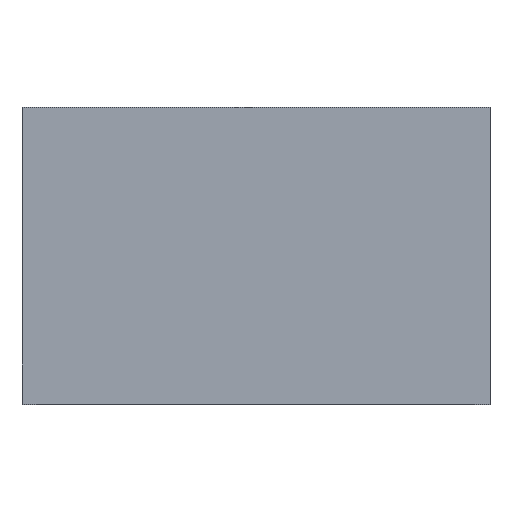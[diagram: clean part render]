
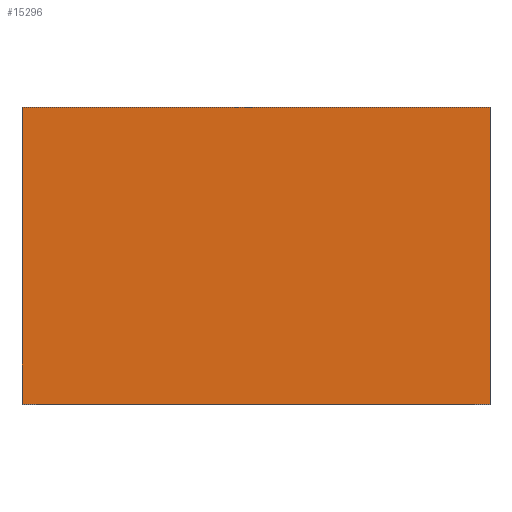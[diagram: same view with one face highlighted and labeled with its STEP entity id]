
A CAD part, top view. The second image highlights one B-rep face of the part: STEP entity #15296.
In plain terms, the highlighted planar face has unit normal (0, 0, 1).
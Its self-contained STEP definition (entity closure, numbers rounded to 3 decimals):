
#2298=ORIENTED_EDGE('',*,*,#6085,.T.);
#2299=ORIENTED_EDGE('',*,*,#6086,.F.);
#2300=ORIENTED_EDGE('',*,*,#6084,.F.);
#2301=ORIENTED_EDGE('',*,*,#6087,.T.);
#6084=EDGE_CURVE('',#7995,#7992,#9557,.T.);
#6085=EDGE_CURVE('',#7996,#7997,#9558,.T.);
#6086=EDGE_CURVE('',#7992,#7997,#9559,.T.);
#6087=EDGE_CURVE('',#7995,#7996,#9560,.T.);
#7992=VERTEX_POINT('',#23282);
#7995=VERTEX_POINT('',#23287);
#7996=VERTEX_POINT('',#23291);
#7997=VERTEX_POINT('',#23292);
#9557=LINE('',#23288,#11457);
#9558=LINE('',#23290,#11458);
#9559=LINE('',#23293,#11459);
#9560=LINE('',#23294,#11460);
#11457=VECTOR('',#18824,1000.);
#11458=VECTOR('',#18827,1000.);
#11459=VECTOR('',#18828,1000.);
#11460=VECTOR('',#18829,1000.);
#12907=EDGE_LOOP('',(#2298,#2299,#2300,#2301));
#13794=FACE_BOUND('',#12907,.T.);
#14532=PLANE('',#16342);
#15296=ADVANCED_FACE('',(#13794),#14532,.F.);
#16342=AXIS2_PLACEMENT_3D('',#23289,#18825,#18826);
#18824=DIRECTION('',(0.,-1.,0.));
#18825=DIRECTION('',(0.,0.,-1.));
#18826=DIRECTION('',(-1.,0.,0.));
#18827=DIRECTION('',(0.,-1.,0.));
#18828=DIRECTION('',(-1.,0.,0.));
#18829=DIRECTION('',(-1.,0.,0.));
#23282=CARTESIAN_POINT('',(9.15,0.,10.8));
#23287=CARTESIAN_POINT('',(9.15,11.6,10.8));
#23288=CARTESIAN_POINT('',(9.15,11.6,10.8));
#23289=CARTESIAN_POINT('',(9.15,11.6,10.8));
#23290=CARTESIAN_POINT('',(-9.15,11.6,10.8));
#23291=CARTESIAN_POINT('',(-9.15,11.6,10.8));
#23292=CARTESIAN_POINT('',(-9.15,0.,10.8));
#23293=CARTESIAN_POINT('',(9.15,0.,10.8));
#23294=CARTESIAN_POINT('',(9.15,11.6,10.8));
